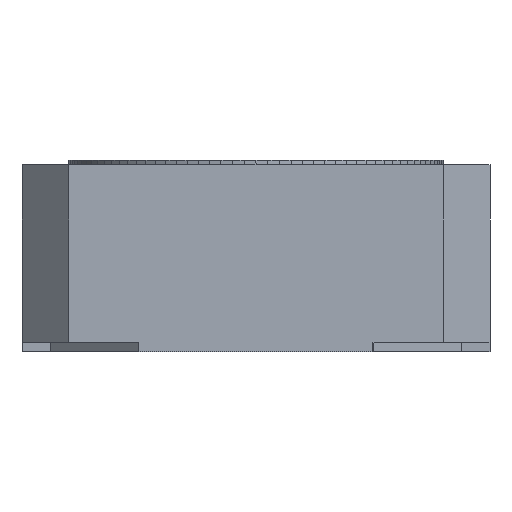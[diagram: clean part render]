
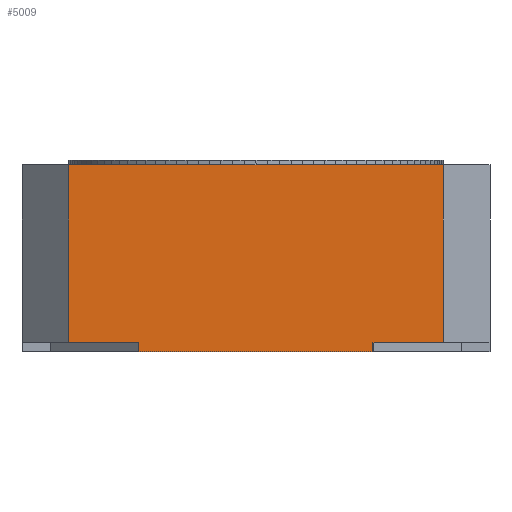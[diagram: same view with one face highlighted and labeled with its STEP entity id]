
A CAD part, front view. The second image highlights one B-rep face of the part: STEP entity #5009.
In plain terms, the highlighted planar face has unit normal (0, -1, 0).
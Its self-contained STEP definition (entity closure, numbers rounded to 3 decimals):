
#259=FACE_OUTER_BOUND('',#509,.T.);
#509=EDGE_LOOP('',(#4382,#4383,#4384,#4385,#4386,#4387,#4388,#4389));
#1048=LINE('',#7519,#1756);
#1103=LINE('',#7627,#1811);
#1182=LINE('',#7787,#1890);
#1183=LINE('',#7789,#1891);
#1184=LINE('',#7791,#1892);
#1185=LINE('',#7793,#1893);
#1186=LINE('',#7795,#1894);
#1187=LINE('',#7796,#1895);
#1756=VECTOR('',#6120,10.);
#1811=VECTOR('',#6177,1000.);
#1890=VECTOR('',#6366,1000.);
#1891=VECTOR('',#6367,1000.);
#1892=VECTOR('',#6368,1000.);
#1893=VECTOR('',#6369,1000.);
#1894=VECTOR('',#6370,1000.);
#1895=VECTOR('',#6371,1000.);
#2314=VERTEX_POINT('',#7516);
#2315=VERTEX_POINT('',#7518);
#2367=VERTEX_POINT('',#7625);
#2393=VERTEX_POINT('',#7786);
#2394=VERTEX_POINT('',#7788);
#2395=VERTEX_POINT('',#7790);
#2396=VERTEX_POINT('',#7792);
#2397=VERTEX_POINT('',#7794);
#2936=EDGE_CURVE('',#2315,#2314,#1048,.T.);
#2991=EDGE_CURVE('',#2367,#2314,#1103,.T.);
#3070=EDGE_CURVE('',#2393,#2367,#1182,.T.);
#3071=EDGE_CURVE('',#2394,#2393,#1183,.T.);
#3072=EDGE_CURVE('',#2395,#2394,#1184,.T.);
#3073=EDGE_CURVE('',#2396,#2395,#1185,.T.);
#3074=EDGE_CURVE('',#2397,#2396,#1186,.T.);
#3075=EDGE_CURVE('',#2315,#2397,#1187,.T.);
#4382=ORIENTED_EDGE('',*,*,#2936,.T.);
#4383=ORIENTED_EDGE('',*,*,#2991,.F.);
#4384=ORIENTED_EDGE('',*,*,#3070,.F.);
#4385=ORIENTED_EDGE('',*,*,#3071,.F.);
#4386=ORIENTED_EDGE('',*,*,#3072,.F.);
#4387=ORIENTED_EDGE('',*,*,#3073,.F.);
#4388=ORIENTED_EDGE('',*,*,#3074,.F.);
#4389=ORIENTED_EDGE('',*,*,#3075,.F.);
#4765=PLANE('',#5267);
#5009=ADVANCED_FACE('',(#259),#4765,.F.);
#5267=AXIS2_PLACEMENT_3D('',#7785,#6364,#6365);
#6120=DIRECTION('',(-1.,0.,0.));
#6177=DIRECTION('',(0.,0.,1.));
#6364=DIRECTION('center_axis',(0.,1.,0.));
#6365=DIRECTION('ref_axis',(0.,0.,1.));
#6366=DIRECTION('',(-1.,0.,0.));
#6367=DIRECTION('',(0.,0.,1.));
#6368=DIRECTION('',(-1.,0.,0.));
#6369=DIRECTION('',(0.,0.,-1.));
#6370=DIRECTION('',(-1.,0.,0.));
#6371=DIRECTION('',(0.,0.,-1.));
#7516=CARTESIAN_POINT('',(-2.,-2.5,2.));
#7518=CARTESIAN_POINT('',(2.,-2.5,2.));
#7519=CARTESIAN_POINT('',(-1.875,-2.5,2.));
#7625=CARTESIAN_POINT('',(-2.,-2.5,0.1));
#7627=CARTESIAN_POINT('',(-2.,-2.5,0.));
#7785=CARTESIAN_POINT('Origin',(-1.25,-2.5,0.));
#7786=CARTESIAN_POINT('',(-1.25,-2.5,0.1));
#7787=CARTESIAN_POINT('',(-1.25,-2.5,0.1));
#7788=CARTESIAN_POINT('',(-1.25,-2.5,0.));
#7789=CARTESIAN_POINT('',(-1.25,-2.5,0.));
#7790=CARTESIAN_POINT('',(1.25,-2.5,0.));
#7791=CARTESIAN_POINT('',(-1.25,-2.5,0.));
#7792=CARTESIAN_POINT('',(1.25,-2.5,0.1));
#7793=CARTESIAN_POINT('',(1.25,-2.5,0.));
#7794=CARTESIAN_POINT('',(2.,-2.5,0.1));
#7795=CARTESIAN_POINT('',(-1.25,-2.5,0.1));
#7796=CARTESIAN_POINT('',(2.,-2.5,0.));
